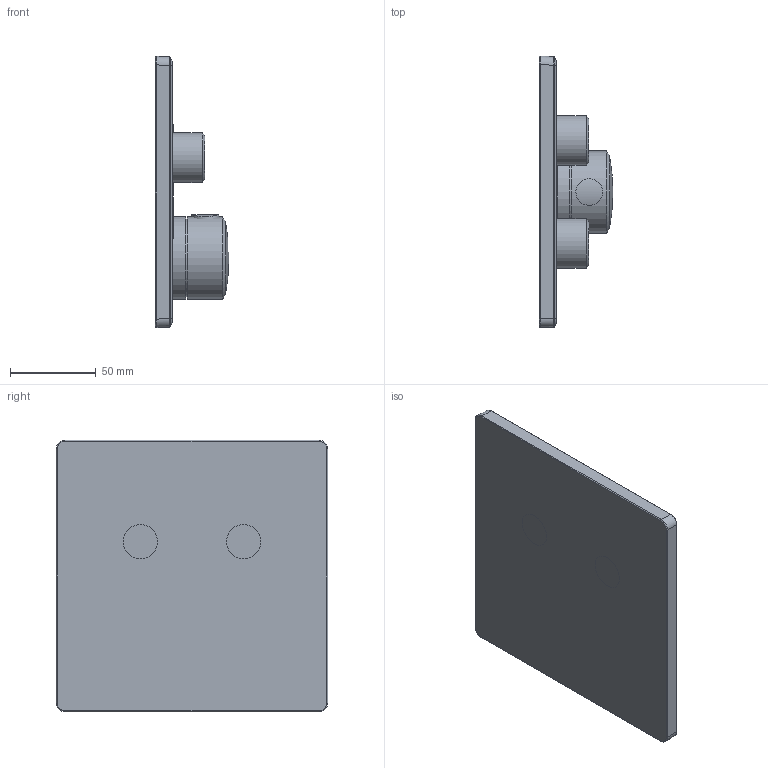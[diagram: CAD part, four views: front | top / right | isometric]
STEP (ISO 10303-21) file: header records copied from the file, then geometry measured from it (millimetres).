
FILE_DESCRIPTION(/* description */ ('Unknown'),/* implementation_level */ '2;1');
FILE_NAME(/* name */ '29124000',/* time_stamp */ '2022-08-26T11:19:30+02:00',/* author */ ('Unknown'),/* organization */ ('GROHE AG'),/* preprocessor_version */ 'ST-DEVELOPER v16.7',/* originating_system */ 'DEX',/* authorisation */ $);
FILE_SCHEMA (('AUTOMOTIVE_DESIGN {1 0 10303 214 3 1 1}'));
Length unit declared in the file: millimetre
Products named in the file (8): 29124000; 29124000_0; 29124000_1; 29124000_2; 29124000_3; 160617_SMC_TurningKnob_Housing_facetted_29mm_Lob; 160617_SMC_TurningKnob_Housing_facetted_29mm_Lob_0
Assembly tree (7 placements, depth 2):
  29124000
    29124000
    29124000_0
    29124000_1
    29124000_2
    29124000_3
    160617_SMC_TurningKnob_Housing_facetted_29mm_Lob
    160617_SMC_TurningKnob_Housing_facetted_29mm_Lob_0
Bounding box: 42.81 x 157.96 x 157.96 mm (x, y, z)
Volume: 353470 mm3; surface area: 85629.8 mm2
Topology: 7 solids, 8 shells, 78 faces, 144 edges, 85 vertices
Faces by surface type: plane 25, cylinder 24, bspline 21, cone 5, torus 2, sphere 1
Full cylindrical faces by diameter (mm): 15.6 x1, 20 x2, 29 x2, 42 x1, 42.1 x1, 42.8 x1, 45.2 x1, 48 x1, 48.18 x1
Entity records: 2343 total; most frequent: CARTESIAN_POINT 872, DIRECTION 242, ORIENTED_EDGE 234, EDGE_CURVE 117, AXIS2_PLACEMENT_3D 109, EDGE_LOOP 100, FACE_BOUND 100, ADVANCED_FACE 78
